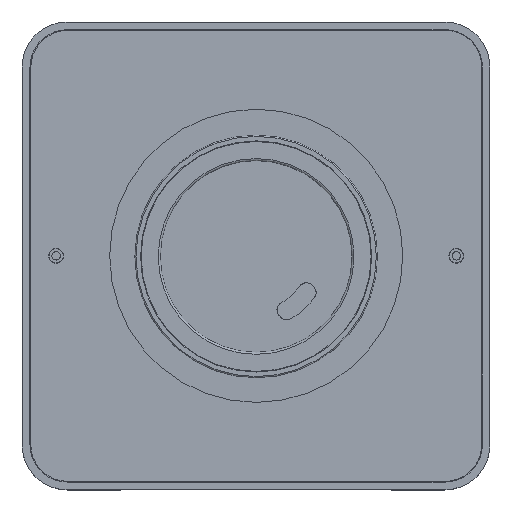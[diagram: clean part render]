
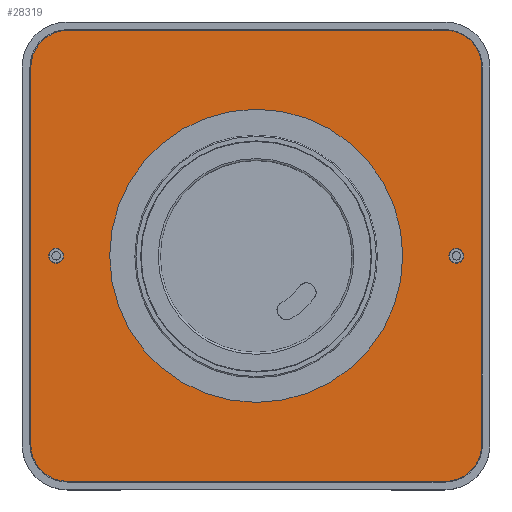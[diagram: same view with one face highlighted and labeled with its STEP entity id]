
A CAD part, top view. The second image highlights one B-rep face of the part: STEP entity #28319.
In plain terms, the highlighted planar face has unit normal (0, 0, 1).
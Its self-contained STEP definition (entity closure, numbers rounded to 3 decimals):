
#146=FACE_BOUND('',#4358,.T.);
#147=FACE_BOUND('',#4359,.T.);
#148=FACE_BOUND('',#4360,.T.);
#949=CIRCLE('',#29913,6.37);
#950=CIRCLE('',#29914,6.609);
#951=CIRCLE('',#29915,6.5);
#952=CIRCLE('',#29916,6.501);
#953=CIRCLE('',#29917,1.31);
#954=CIRCLE('',#29918,1.31);
#955=CIRCLE('',#29919,26.);
#2783=FACE_OUTER_BOUND('',#4357,.T.);
#4357=EDGE_LOOP('',(#23493,#23494,#23495,#23496,#23497,#23498,#23499,#23500));
#4358=EDGE_LOOP('',(#23501));
#4359=EDGE_LOOP('',(#23502));
#4360=EDGE_LOOP('',(#23503));
#7399=LINE('',#53400,#10430);
#7400=LINE('',#53404,#10431);
#7401=LINE('',#53408,#10432);
#7402=LINE('',#53412,#10433);
#10430=VECTOR('',#35209,67.13);
#10431=VECTOR('',#35212,67.13);
#10432=VECTOR('',#35215,66.892);
#10433=VECTOR('',#35218,66.892);
#13018=VERTEX_POINT('',#53398);
#13019=VERTEX_POINT('',#53399);
#13020=VERTEX_POINT('',#53401);
#13021=VERTEX_POINT('',#53403);
#13022=VERTEX_POINT('',#53405);
#13023=VERTEX_POINT('',#53407);
#13024=VERTEX_POINT('',#53409);
#13025=VERTEX_POINT('',#53411);
#13026=VERTEX_POINT('',#53414);
#13027=VERTEX_POINT('',#53416);
#13028=VERTEX_POINT('',#53418);
#16659=EDGE_CURVE('',#13018,#13019,#7399,.T.);
#16660=EDGE_CURVE('',#13020,#13018,#949,.T.);
#16661=EDGE_CURVE('',#13021,#13020,#7400,.T.);
#16662=EDGE_CURVE('',#13022,#13021,#950,.T.);
#16663=EDGE_CURVE('',#13023,#13022,#7401,.T.);
#16664=EDGE_CURVE('',#13024,#13023,#951,.T.);
#16665=EDGE_CURVE('',#13025,#13024,#7402,.T.);
#16666=EDGE_CURVE('',#13019,#13025,#952,.T.);
#16667=EDGE_CURVE('',#13026,#13026,#953,.T.);
#16668=EDGE_CURVE('',#13027,#13027,#954,.T.);
#16669=EDGE_CURVE('',#13028,#13028,#955,.T.);
#23493=ORIENTED_EDGE('',*,*,#16659,.F.);
#23494=ORIENTED_EDGE('',*,*,#16660,.F.);
#23495=ORIENTED_EDGE('',*,*,#16661,.F.);
#23496=ORIENTED_EDGE('',*,*,#16662,.F.);
#23497=ORIENTED_EDGE('',*,*,#16663,.F.);
#23498=ORIENTED_EDGE('',*,*,#16664,.F.);
#23499=ORIENTED_EDGE('',*,*,#16665,.F.);
#23500=ORIENTED_EDGE('',*,*,#16666,.F.);
#23501=ORIENTED_EDGE('',*,*,#16667,.F.);
#23502=ORIENTED_EDGE('',*,*,#16668,.F.);
#23503=ORIENTED_EDGE('',*,*,#16669,.T.);
#27104=PLANE('',#29912);
#28319=ADVANCED_FACE('',(#2783,#146,#147,#148),#27104,.F.);
#29912=AXIS2_PLACEMENT_3D('',#53397,#35207,#35208);
#29913=AXIS2_PLACEMENT_3D('',#53402,#35210,#35211);
#29914=AXIS2_PLACEMENT_3D('',#53406,#35213,#35214);
#29915=AXIS2_PLACEMENT_3D('',#53410,#35216,#35217);
#29916=AXIS2_PLACEMENT_3D('',#53413,#35219,#35220);
#29917=AXIS2_PLACEMENT_3D('',#53415,#35221,#35222);
#29918=AXIS2_PLACEMENT_3D('',#53417,#35223,#35224);
#29919=AXIS2_PLACEMENT_3D('',#53419,#35225,#35226);
#35207=DIRECTION('center_axis',(0.,0.,-1.));
#35208=DIRECTION('ref_axis',(-1.,0.,0.));
#35209=DIRECTION('',(0.,-1.,0.));
#35210=DIRECTION('center_axis',(0.,0.,-1.));
#35211=DIRECTION('ref_axis',(0.,1.,0.));
#35212=DIRECTION('',(1.,0.,0.));
#35213=DIRECTION('center_axis',(0.,0.,-1.));
#35214=DIRECTION('ref_axis',(-1.,0.,0.));
#35215=DIRECTION('',(0.,1.,0.));
#35216=DIRECTION('center_axis',(0.,0.,-1.));
#35217=DIRECTION('ref_axis',(0.,-1.,0.));
#35218=DIRECTION('',(-1.,0.,0.));
#35219=DIRECTION('center_axis',(0.,0.,-1.));
#35220=DIRECTION('ref_axis',(1.,0.,0.));
#35221=DIRECTION('center_axis',(0.,0.,1.));
#35222=DIRECTION('ref_axis',(-0.291,0.957,0.));
#35223=DIRECTION('center_axis',(0.,0.,1.));
#35224=DIRECTION('ref_axis',(0.743,-0.669,0.));
#35225=DIRECTION('center_axis',(0.,0.,-1.));
#35226=DIRECTION('ref_axis',(-1.,0.,0.));
#53397=CARTESIAN_POINT('Origin',(41.5,41.5,20.));
#53398=CARTESIAN_POINT('',(81.535,75.143,20.));
#53399=CARTESIAN_POINT('',(81.535,8.013,20.));
#53400=CARTESIAN_POINT('',(81.535,75.143,20.));
#53401=CARTESIAN_POINT('',(75.164,81.513,20.));
#53402=CARTESIAN_POINT('Origin',(75.164,75.143,20.));
#53403=CARTESIAN_POINT('',(8.035,81.513,20.));
#53404=CARTESIAN_POINT('',(8.035,81.513,20.));
#53405=CARTESIAN_POINT('',(1.535,74.905,20.));
#53406=CARTESIAN_POINT('Origin',(8.144,74.905,20.));
#53407=CARTESIAN_POINT('',(1.535,8.013,20.));
#53408=CARTESIAN_POINT('',(1.535,8.013,20.));
#53409=CARTESIAN_POINT('',(8.035,1.513,20.));
#53410=CARTESIAN_POINT('Origin',(8.035,8.013,20.));
#53411=CARTESIAN_POINT('',(74.926,1.513,20.));
#53412=CARTESIAN_POINT('',(74.926,1.513,20.));
#53413=CARTESIAN_POINT('Origin',(75.034,8.013,20.));
#53414=CARTESIAN_POINT('',(7.35,41.518,20.));
#53415=CARTESIAN_POINT('Origin',(6.04,41.518,20.));
#53416=CARTESIAN_POINT('',(78.35,41.518,20.));
#53417=CARTESIAN_POINT('Origin',(77.04,41.518,20.));
#53418=CARTESIAN_POINT('',(15.54,41.518,20.));
#53419=CARTESIAN_POINT('Origin',(41.54,41.518,20.));
